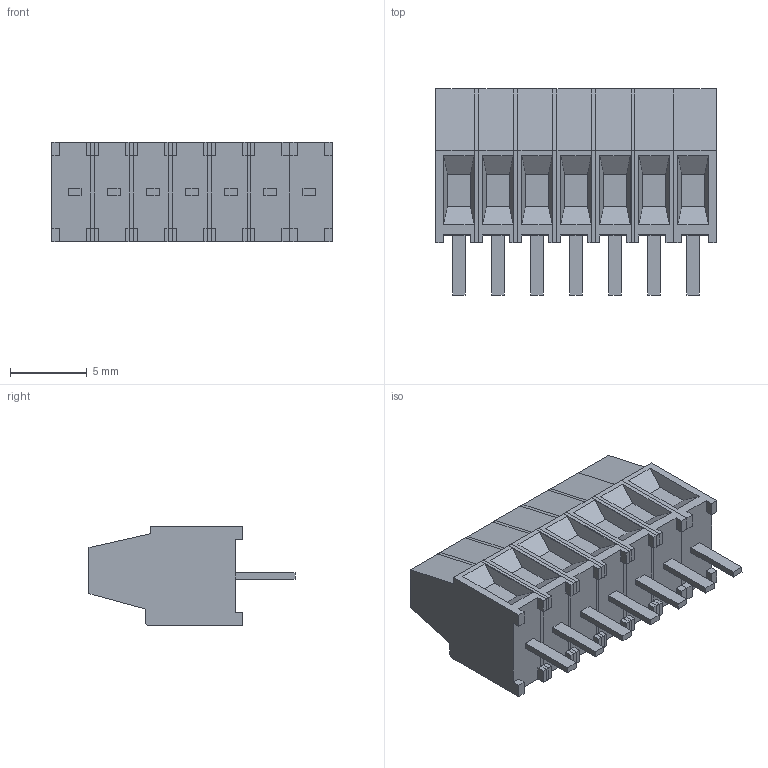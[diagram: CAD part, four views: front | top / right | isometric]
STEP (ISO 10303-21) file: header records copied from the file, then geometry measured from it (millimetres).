
FILE_DESCRIPTION (( 'STEP AP214' ), '1' );
FILE_NAME ('282834-7.STEP', '2025-01-07T14:19:31', ( '' ), ( '' ), 'SwSTEP 2.0', 'SolidWorks 2021', '' );
FILE_SCHEMA (( 'AUTOMOTIVE_DESIGN' ));
Length unit declared in the file: millimetre
Products named in the file (1): 282834-7
Bounding box: 18.24 x 13.4 x 6.5 mm (x, y, z)
Volume: 920.2 mm3; surface area: 1706 mm2
Topology: 21 solids, 21 shells, 385 faces, 973 edges, 644 vertices
Faces by surface type: plane 343, cylinder 42
Entity records: 13876 total; most frequent: CARTESIAN_POINT 2003, ORIENTED_EDGE 1946, DIRECTION 1857, EDGE_CURVE 973, VECTOR 861, LINE 861, VERTEX_POINT 644, AXIS2_PLACEMENT_3D 498
